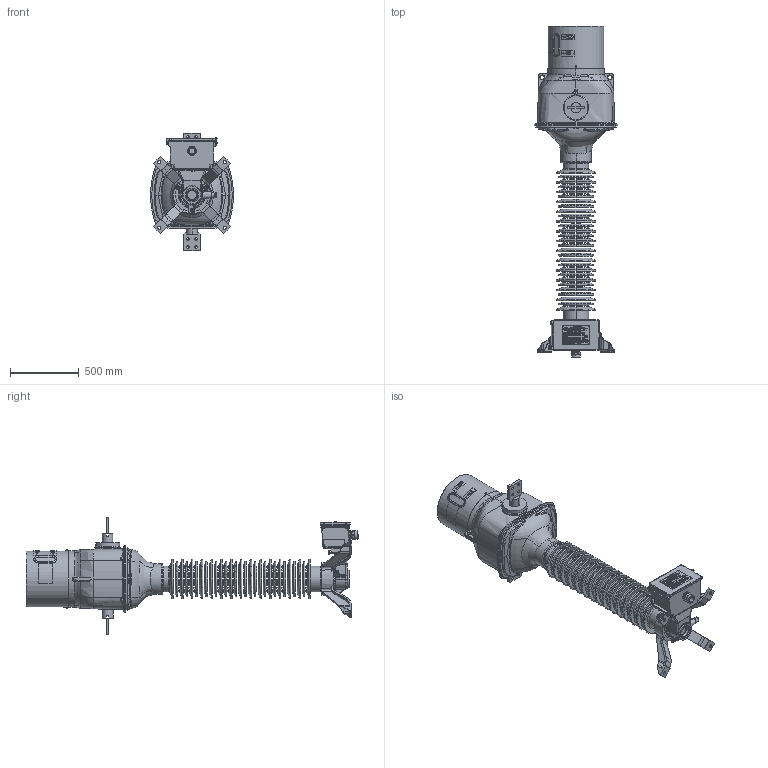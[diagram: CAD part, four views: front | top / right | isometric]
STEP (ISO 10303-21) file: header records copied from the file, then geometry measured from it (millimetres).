
FILE_DESCRIPTION (( 'STEP AP203' ), '1' );
FILE_NAME ('ﾒﾎﾌ-110III (600-2000)ﾀ.STEP', '2022-07-28T10:30:17', ( '' ), ( '' ), 'SwSTEP 2.0', 'SolidWorks 2010', '' );
FILE_SCHEMA (( 'CONFIG_CONTROL_DESIGN' ));
Length unit declared in the file: millimetre
Products named in the file (1): ﾒﾎﾌ-110III (600-2000)ﾀ
Bounding box: 604 x 2409 x 850 mm (x, y, z)
Surface area: 5229844.4 mm2 (no closed solid volume)
Topology: 0 solids, 185 shells, 1565 faces, 10611 edges, 9043 vertices
Faces by surface type: cylinder 464, plane 460, torus 270, bspline 196, cone 170, sphere 5
Full cylindrical faces by diameter (mm): 406 x1
Entity records: 140852 total; most frequent: CARTESIAN_POINT 70781, ORIENTED_EDGE 13192, DIRECTION 11412, EDGE_CURVE 10605, VERTEX_POINT 9042, LINE 4586, VECTOR 4586, B_SPLINE_CURVE_WITH_KNOTS 3719
